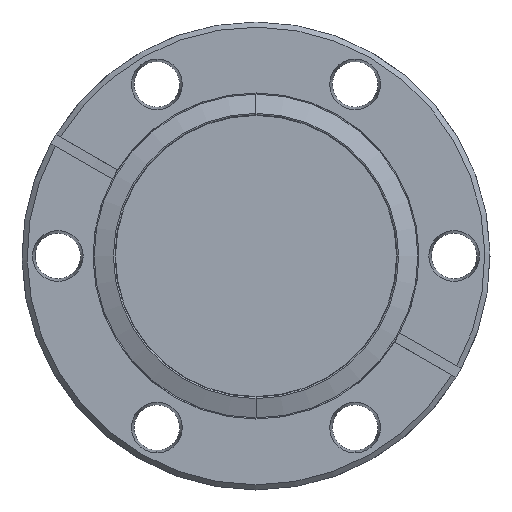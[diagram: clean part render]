
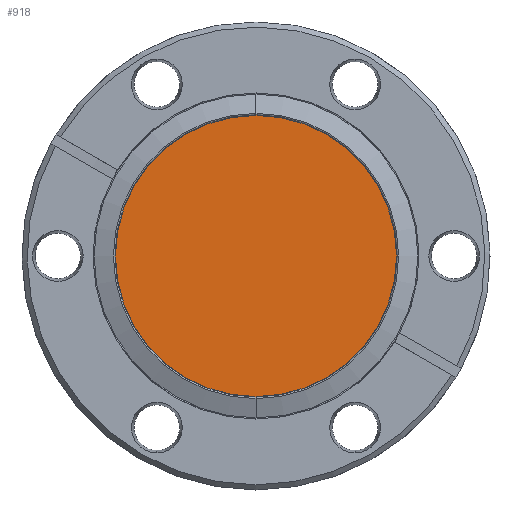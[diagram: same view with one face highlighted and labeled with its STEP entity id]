
A CAD part, left-side view. The second image highlights one B-rep face of the part: STEP entity #918.
In plain terms, the highlighted planar face has unit normal (-1, 0, 0).
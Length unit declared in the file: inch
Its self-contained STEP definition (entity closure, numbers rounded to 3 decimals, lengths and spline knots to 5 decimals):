
#16 = CARTESIAN_POINT ( 'NONE',  ( 0.051, 0., 0. ) ) ;
#151 = PLANE ( 'NONE',  #1282 ) ;
#155 = CIRCLE ( 'NONE', #217, 0.82 ) ;
#217 = AXIS2_PLACEMENT_3D ( 'NONE', #16, #1467, #733 ) ;
#320 = CARTESIAN_POINT ( 'NONE',  ( 0.051, 0.825, 0. ) ) ;
#327 = VERTEX_POINT ( 'NONE', #437 ) ;
#384 = EDGE_CURVE ( 'NONE', #327, #926, #971, .T. ) ;
#437 = CARTESIAN_POINT ( 'NONE',  ( 0.051, 0., -0.82 ) ) ;
#445 = DIRECTION ( 'NONE',  ( 0., 0., -1. ) ) ;
#733 = DIRECTION ( 'NONE',  ( 0., 0., -1. ) ) ;
#892 = DIRECTION ( 'NONE',  ( -1., 0., 0. ) ) ;
#918 = ADVANCED_FACE ( 'NONE', ( #1806 ), #151, .F. ) ;
#926 = VERTEX_POINT ( 'NONE', #1652 ) ;
#971 = CIRCLE ( 'NONE', #1315, 0.82 ) ;
#1027 = ORIENTED_EDGE ( 'NONE', *, *, #1619, .T. ) ;
#1271 = EDGE_LOOP ( 'NONE', ( #1766, #1027 ) ) ;
#1282 = AXIS2_PLACEMENT_3D ( 'NONE', #320, #1361, #1533 ) ;
#1315 = AXIS2_PLACEMENT_3D ( 'NONE', #1319, #892, #445 ) ;
#1319 = CARTESIAN_POINT ( 'NONE',  ( 0.051, 0., 0. ) ) ;
#1361 = DIRECTION ( 'NONE',  ( 1., 0., 0. ) ) ;
#1467 = DIRECTION ( 'NONE',  ( -1., 0., 0. ) ) ;
#1533 = DIRECTION ( 'NONE',  ( 0., 0., -1. ) ) ;
#1619 = EDGE_CURVE ( 'NONE', #926, #327, #155, .T. ) ;
#1652 = CARTESIAN_POINT ( 'NONE',  ( 0.051, 0., 0.82 ) ) ;
#1766 = ORIENTED_EDGE ( 'NONE', *, *, #384, .T. ) ;
#1806 = FACE_OUTER_BOUND ( 'NONE', #1271, .T. ) ;
